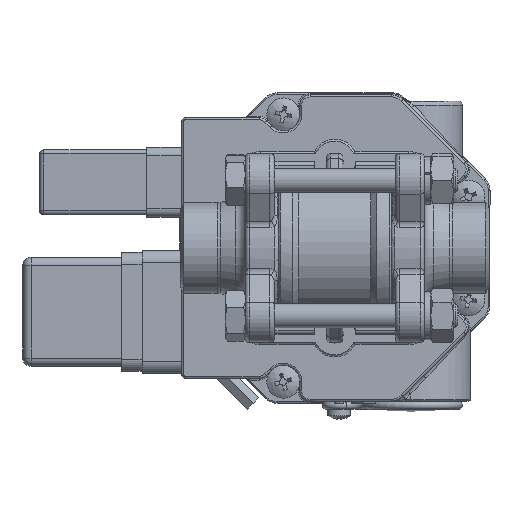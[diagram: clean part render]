
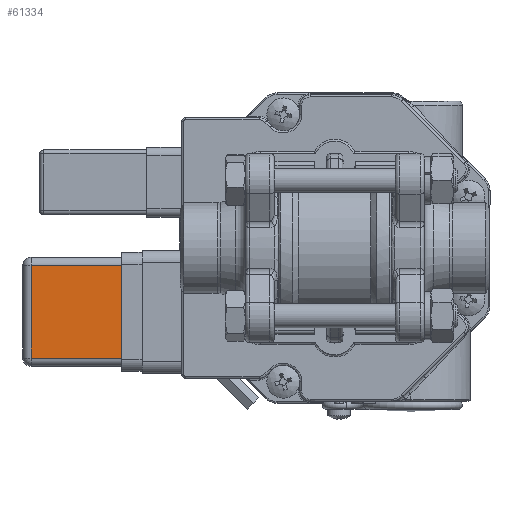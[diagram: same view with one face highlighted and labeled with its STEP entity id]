
A CAD part, front view. The second image highlights one B-rep face of the part: STEP entity #61334.
In plain terms, the highlighted face is planar.
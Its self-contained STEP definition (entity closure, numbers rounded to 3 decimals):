
#19155=ORIENTED_EDGE('',*,*,#26664,.T.);
#19156=ORIENTED_EDGE('',*,*,#26660,.T.);
#19157=ORIENTED_EDGE('',*,*,#26680,.T.);
#19158=ORIENTED_EDGE('',*,*,#26673,.T.);
#26660=EDGE_CURVE('',#31249,#31253,#34311,.T.);
#26664=EDGE_CURVE('',#31255,#31249,#34314,.T.);
#26673=EDGE_CURVE('',#31260,#31255,#34320,.T.);
#26680=EDGE_CURVE('',#31253,#31260,#34325,.T.);
#31249=VERTEX_POINT('',#121449);
#31253=VERTEX_POINT('',#121460);
#31255=VERTEX_POINT('',#121466);
#31260=VERTEX_POINT('',#121486);
#34311=LINE('',#121462,#37259);
#34314=LINE('',#121469,#37262);
#34320=LINE('',#121485,#37268);
#34325=LINE('',#121499,#37273);
#37259=VECTOR('',#80046,1000.);
#37262=VECTOR('',#80053,1000.);
#37268=VECTOR('',#80073,1000.);
#37273=VECTOR('',#80090,1000.);
#40654=EDGE_LOOP('',(#19155,#19156,#19157,#19158));
#44190=FACE_BOUND('',#40654,.T.);
#45363=PLANE('',#66751);
#61334=ADVANCED_FACE('',(#44190),#45363,.F.);
#66751=AXIS2_PLACEMENT_3D('',#121498,#80088,#80089);
#80046=DIRECTION('',(0.,0.,-1.));
#80053=DIRECTION('',(1.,0.,0.));
#80073=DIRECTION('',(0.,0.,1.));
#80088=DIRECTION('',(0.,-1.,0.));
#80089=DIRECTION('',(0.,0.,-1.));
#80090=DIRECTION('',(-1.,0.,0.));
#121449=CARTESIAN_POINT('',(11.25,13.25,36.6));
#121460=CARTESIAN_POINT('',(11.25,13.25,14.6));
#121462=CARTESIAN_POINT('',(11.25,13.25,38.6));
#121466=CARTESIAN_POINT('',(-11.25,13.25,36.6));
#121469=CARTESIAN_POINT('',(-13.25,13.25,36.6));
#121485=CARTESIAN_POINT('',(-11.25,13.25,38.6));
#121486=CARTESIAN_POINT('',(-11.25,13.25,14.6));
#121498=CARTESIAN_POINT('',(-13.25,13.25,38.6));
#121499=CARTESIAN_POINT('',(-13.25,13.25,14.6));
